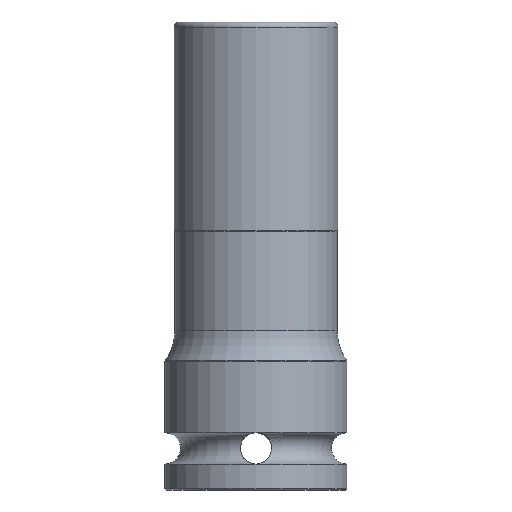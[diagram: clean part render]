
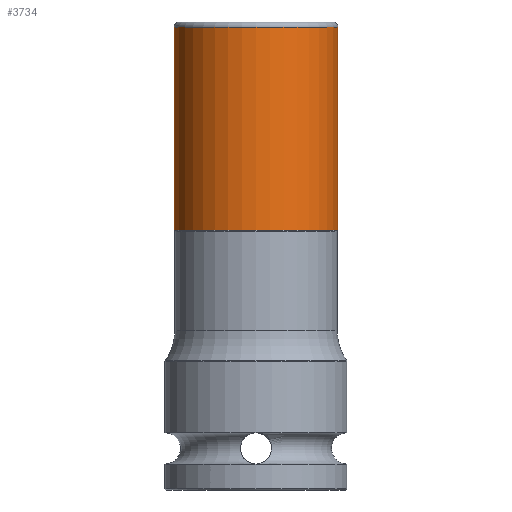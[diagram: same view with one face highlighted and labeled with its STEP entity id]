
A CAD part, left-side view. The second image highlights one B-rep face of the part: STEP entity #3734.
In plain terms, the highlighted cylindrical face has radius 15.75 mm (diameter 31.5 mm), a partial arc.
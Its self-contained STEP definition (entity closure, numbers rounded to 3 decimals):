
#3454=DIRECTION('',(0.,0.,1.));
#3455=VECTOR('',#3454,39.);
#3456=CARTESIAN_POINT('',(0.,15.75,0.));
#3457=LINE('',#3456,#3455);
#3469=DIRECTION('',(0.,0.,1.));
#3470=VECTOR('',#3469,39.);
#3471=CARTESIAN_POINT('',(0.,-15.75,0.));
#3472=LINE('',#3471,#3470);
#3492=CARTESIAN_POINT('',(0.,0.,39.));
#3493=DIRECTION('',(0.,0.,1.));
#3494=DIRECTION('',(0.,1.,0.));
#3495=AXIS2_PLACEMENT_3D('',#3492,#3493,#3494);
#3500=CARTESIAN_POINT('',(0.,0.,0.));
#3501=DIRECTION('',(0.,0.,1.));
#3502=DIRECTION('',(0.,1.,0.));
#3503=AXIS2_PLACEMENT_3D('',#3500,#3501,#3502);
#3520=CARTESIAN_POINT('',(0.,15.75,0.));
#3521=CARTESIAN_POINT('',(0.,-15.75,0.));
#3522=VERTEX_POINT('',#3520);
#3523=VERTEX_POINT('',#3521);
#3536=CARTESIAN_POINT('',(0.,15.75,39.));
#3537=CARTESIAN_POINT('',(0.,-15.75,39.));
#3538=VERTEX_POINT('',#3536);
#3539=VERTEX_POINT('',#3537);
#3723=CARTESIAN_POINT('',(0.,0.,-2.));
#3724=DIRECTION('',(0.,0.,1.));
#3725=DIRECTION('',(0.,1.,0.));
#3726=AXIS2_PLACEMENT_3D('',#3723,#3724,#3725);
#3727=CYLINDRICAL_SURFACE('',#3726,15.75);
#3728=ORIENTED_EDGE('',*,*,#3717,.T.);
#3729=ORIENTED_EDGE('',*,*,#3684,.F.);
#3730=ORIENTED_EDGE('',*,*,#3665,.F.);
#3731=ORIENTED_EDGE('',*,*,#3681,.T.);
#3732=EDGE_LOOP('',(#3728,#3729,#3730,#3731));
#3733=FACE_OUTER_BOUND('',#3732,.F.);
#3734=ADVANCED_FACE('',(#3733),#3727,.T.);
#3496=CIRCLE('',#3495,15.75);
#3504=CIRCLE('',#3503,15.75);
#3665=EDGE_CURVE('',#3522,#3523,#3504,.T.);
#3681=EDGE_CURVE('',#3522,#3538,#3457,.T.);
#3684=EDGE_CURVE('',#3523,#3539,#3472,.T.);
#3717=EDGE_CURVE('',#3538,#3539,#3496,.T.);
